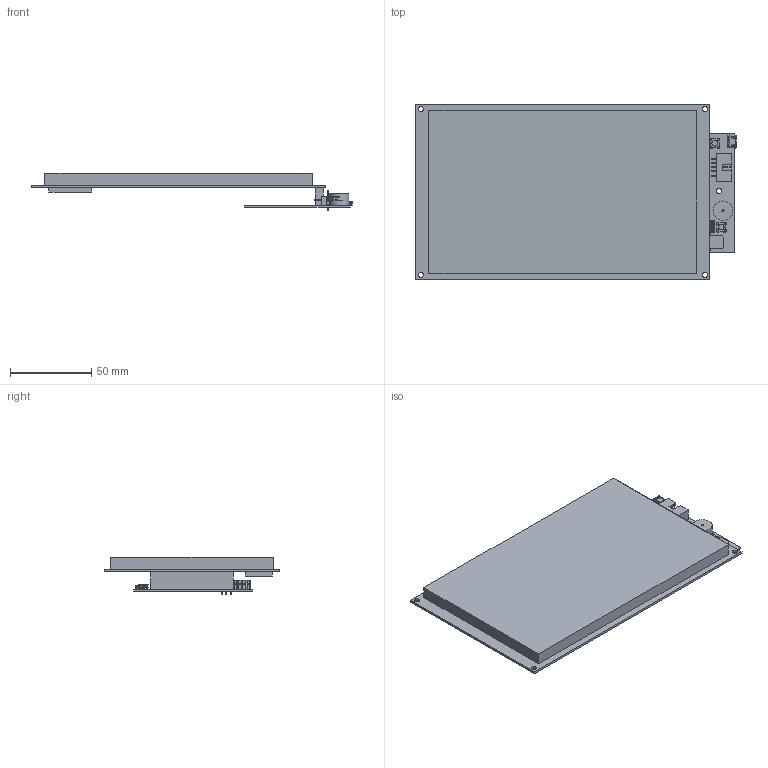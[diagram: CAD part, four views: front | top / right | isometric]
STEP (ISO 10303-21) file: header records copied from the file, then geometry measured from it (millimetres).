
FILE_DESCRIPTION (( 'STEP AP214' ), '1' );
FILE_NAME ('7in panel.STEP', '2018-08-11T20:03:44', ( '' ), ( '' ), 'SwSTEP 2.0', 'SolidWorks 2018', '' );
FILE_SCHEMA (( 'AUTOMOTIVE_DESIGN' ));
Length unit declared in the file: millimetre
Products named in the file (1): 7in panel
Bounding box: 197.13 x 108 x 23.09 mm (x, y, z)
Volume: 162581.2 mm3; surface area: 58970.4 mm2
Topology: 34 solids, 34 shells, 1229 faces, 3136 edges, 1966 vertices
Faces by surface type: plane 984, cylinder 227, bspline 14, sphere 4
Entity records: 36997 total; most frequent: CARTESIAN_POINT 7200, ORIENTED_EDGE 6264, DIRECTION 5728, EDGE_CURVE 3132, VECTOR 2452, LINE 2452, VERTEX_POINT 1966, AXIS2_PLACEMENT_3D 1638
